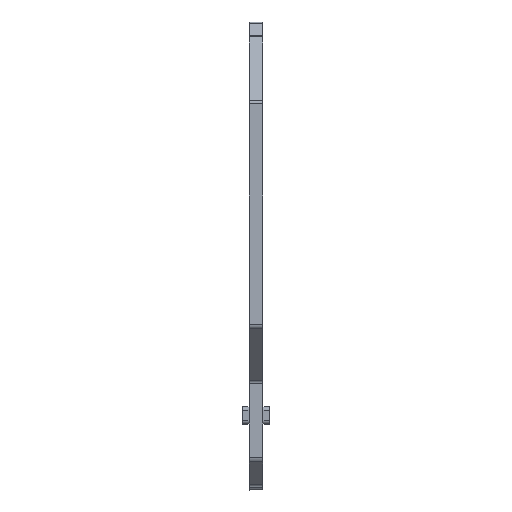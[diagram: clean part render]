
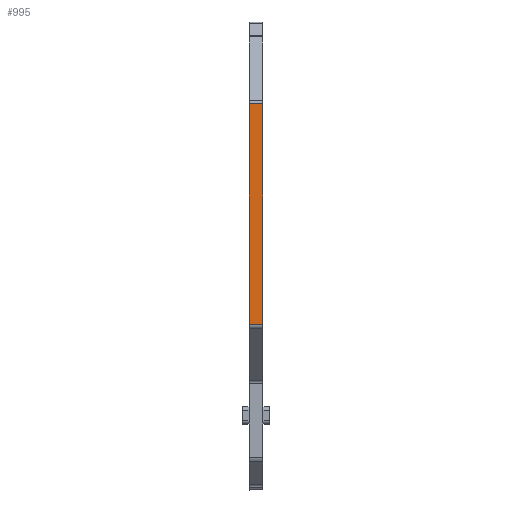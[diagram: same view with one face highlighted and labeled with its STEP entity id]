
A CAD part, top view. The second image highlights one B-rep face of the part: STEP entity #995.
In plain terms, the highlighted planar face has unit normal (0, 0, 1).
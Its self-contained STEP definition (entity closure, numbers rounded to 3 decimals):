
#968=AXIS2_PLACEMENT_3D('Plane Axis2P3D',#965,#966,#967) ;
#36=CARTESIAN_POINT('Line Origine',(1.,40.122,46.07)) ;
#40=CARTESIAN_POINT('Vertex',(1.,24.072,46.07)) ;
#42=CARTESIAN_POINT('Vertex',(1.,56.172,46.07)) ;
#965=CARTESIAN_POINT('Axis2P3D Location',(1.,24.072,46.07)) ;
#970=CARTESIAN_POINT('Line Origine',(3.,40.122,46.07)) ;
#974=CARTESIAN_POINT('Vertex',(3.,24.072,46.07)) ;
#976=CARTESIAN_POINT('Vertex',(3.,56.172,46.07)) ;
#979=CARTESIAN_POINT('Line Origine',(2.,56.172,46.07)) ;
#984=CARTESIAN_POINT('Line Origine',(2.,24.072,46.07)) ;
#37=DIRECTION('Vector Direction',(0.,1.,0.)) ;
#966=DIRECTION('Axis2P3D Direction',(0.,0.,-1.)) ;
#967=DIRECTION('Axis2P3D XDirection',(1.,0.,0.)) ;
#971=DIRECTION('Vector Direction',(0.,1.,0.)) ;
#980=DIRECTION('Vector Direction',(1.,0.,0.)) ;
#985=DIRECTION('Vector Direction',(1.,0.,0.)) ;
#38=VECTOR('Line Direction',#37,1.) ;
#972=VECTOR('Line Direction',#971,1.) ;
#981=VECTOR('Line Direction',#980,1.) ;
#986=VECTOR('Line Direction',#985,1.) ;
#990=ORIENTED_EDGE('',*,*,#978,.T.) ;
#991=ORIENTED_EDGE('',*,*,#983,.F.) ;
#992=ORIENTED_EDGE('',*,*,#44,.F.) ;
#993=ORIENTED_EDGE('',*,*,#988,.T.) ;
#995=ADVANCED_FACE('V1',(#994),#969,.F.) ;
#44=EDGE_CURVE('',#41,#43,#39,.T.) ;
#978=EDGE_CURVE('',#975,#977,#973,.T.) ;
#983=EDGE_CURVE('',#43,#977,#982,.T.) ;
#988=EDGE_CURVE('',#41,#975,#987,.T.) ;
#989=EDGE_LOOP('',(#990,#991,#992,#993)) ;
#994=FACE_OUTER_BOUND('',#989,.T.) ;
#39=LINE('Line',#36,#38) ;
#973=LINE('Line',#970,#972) ;
#982=LINE('Line',#979,#981) ;
#987=LINE('Line',#984,#986) ;
#969=PLANE('',#968) ;
#41=VERTEX_POINT('',#40) ;
#43=VERTEX_POINT('',#42) ;
#975=VERTEX_POINT('',#974) ;
#977=VERTEX_POINT('',#976) ;
